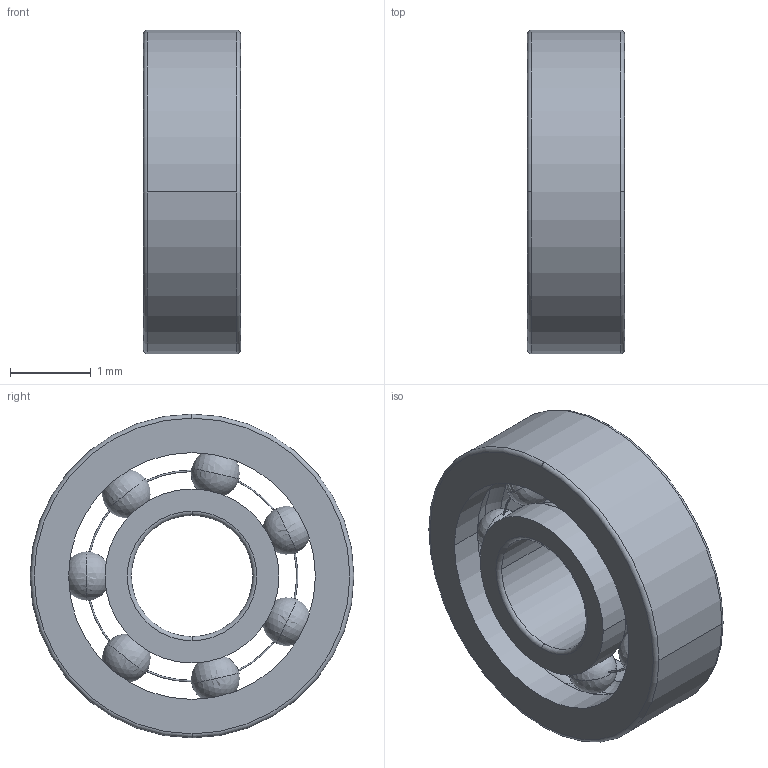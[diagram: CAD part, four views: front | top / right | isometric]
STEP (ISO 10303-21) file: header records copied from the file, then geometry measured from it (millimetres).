
FILE_DESCRIPTION(('STEP AP214'),'1');
FILE_NAME('roulement_w_618_1_5_2.stp','2018-01-22T23:06:54',('TraceParts'),('TraceParts S.A.'),'Spatial InterOp 3D',' ',' ');
FILE_SCHEMA(('automotive_design'));
Length unit declared in the file: millimetre
Products named in the file (3): roulement_w_618_1_5_2_1; roulement_w_618_1_5_2_2; roulement_w_618_1_5_2_3
Bounding box: 1.2 x 4 x 4 mm (x, y, z)
Volume: 9 mm3; surface area: 62.6 mm2
Topology: 3 solids, 3 shells, 60 faces, 168 edges, 98 vertices
Faces by surface type: torus 30, sphere 14, cylinder 12, plane 4
Entity records: 2273 total; most frequent: CARTESIAN_POINT 777, DIRECTION 338, ORIENTED_EDGE 280, AXIS2_PLACEMENT_3D 163, EDGE_CURVE 140, CIRCLE 100, VERTEX_POINT 98, EDGE_LOOP 78
